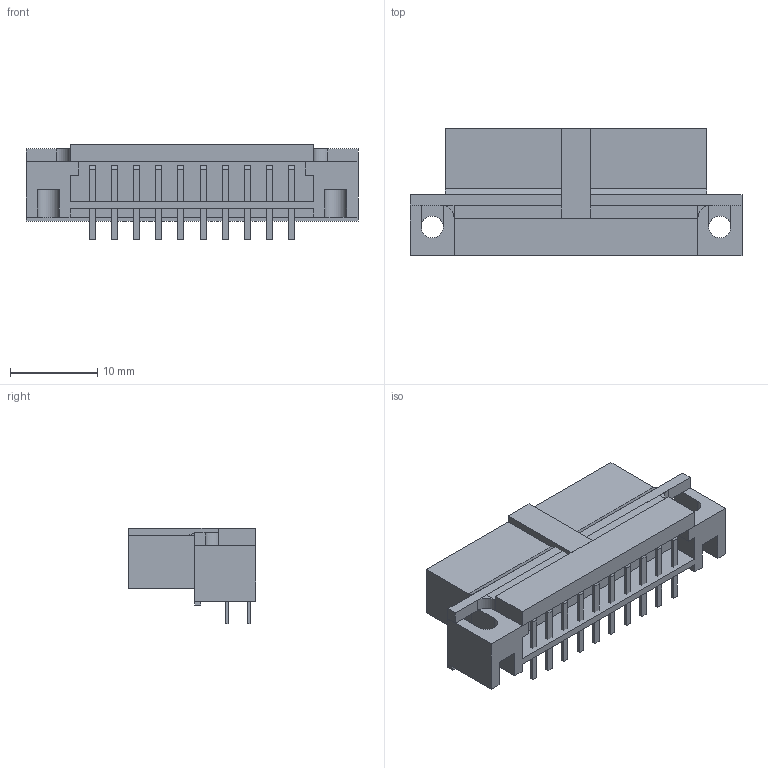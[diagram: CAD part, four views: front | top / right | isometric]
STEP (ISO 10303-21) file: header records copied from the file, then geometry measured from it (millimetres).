
FILE_DESCRIPTION((''),'2;1');
FILE_NAME('3M_5120-B7A2PL.stp','2013-08-20T09:09:52',(''),(''),'Mechanical Desktop 2011','Mechanical Desktop 2011',', , ');
FILE_SCHEMA(('AUTOMOTIVE_DESIGN { 1 2 10303 214 1 1 1 1 }'));
Length unit declared in the file: millimetre
Products named in the file (1): Product
Bounding box: 38.1 x 14.6 x 11 mm (x, y, z)
Volume: 2853 mm3; surface area: 3534.5 mm2
Topology: 30 solids, 30 shells, 355 faces, 833 edges, 554 vertices
Faces by surface type: plane 286, bspline 36, cylinder 33
Entity records: 10085 total; most frequent: CARTESIAN_POINT 1893, ORIENTED_EDGE 1666, DIRECTION 1553, EDGE_CURVE 833, VECTOR 753, LINE 753, VERTEX_POINT 554, AXIS2_PLACEMENT_3D 400
